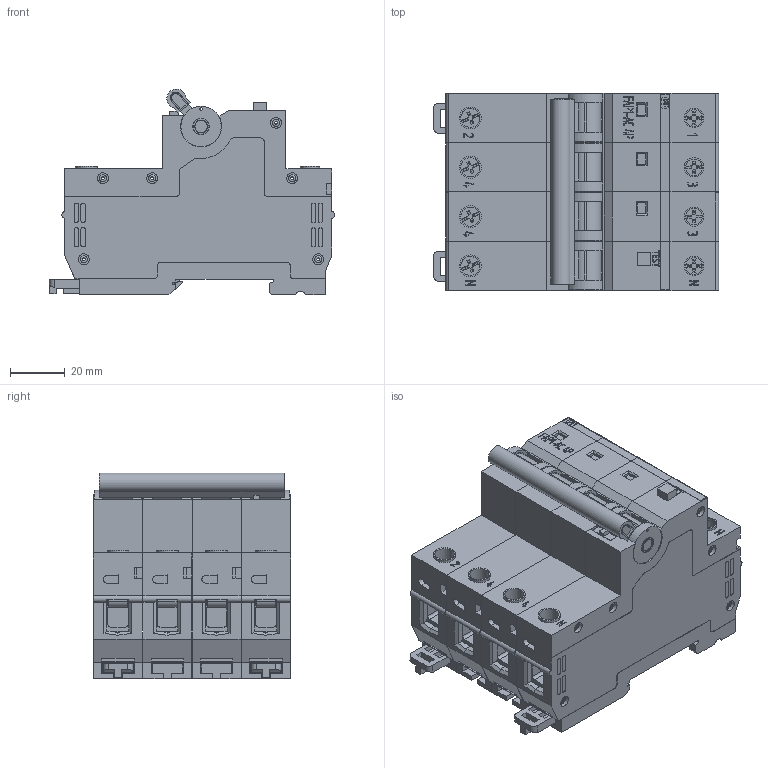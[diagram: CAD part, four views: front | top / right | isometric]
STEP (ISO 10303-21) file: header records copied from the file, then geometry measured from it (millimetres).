
FILE_DESCRIPTION(('STEP AP242'), '1');
FILE_NAME('栖闉罻 FAP1-AC 4P', '', ('UNSPECIFIED'), ('UNSPECIFIED'), 'C3D Converter', 'C3D Toolkit', '');
FILE_SCHEMA(('AP242_MANAGED_MODEL_BASED_3D_ENGINEERING_MIM_LF { 1 0 10303 442 1 1 4 }'));
Length unit declared in the file: millimetre
Assembly tree (56 placements, depth 3):
  (unnamed)
    (unnamed)
      (unnamed)
      (unnamed)  x2
      (unnamed)
      (unnamed)
      (unnamed)
      (unnamed)
      (unnamed)
      (unnamed)  x3
      (unnamed)  x3
      (unnamed)
    (unnamed)
      (unnamed)
      (unnamed)  x2
      (unnamed)
      (unnamed)
      (unnamed)
      (unnamed)
      (unnamed)
      (unnamed)  x5
      (unnamed)  x7
      (unnamed)
    (unnamed)
    (unnamed)
    (unnamed)  x2
      (unnamed)
      (unnamed)
      (unnamed)
      (unnamed)
      (unnamed)
      (unnamed)
      (unnamed)
      (unnamed)
      (unnamed)
Bounding box: 104.14 x 72 x 75.15 mm (x, y, z)
Volume: 354346.3 mm3; surface area: 109973.3 mm2
Topology: 72 solids, 72 shells, 3118 faces, 8135 edges, 5341 vertices
Faces by surface type: plane 1871, cylinder 782, extrusion 353, torus 84, sphere 18, cone 8, bspline 2
Full cylindrical faces by diameter (mm): 1 x38, 1.075 x30, 2 x24, 3.5 x8, 4 x72, 4.5 x8, 5 x4, 6 x12, 7 x20, 8 x4
Entity records: 63998 total; most frequent: CARTESIAN_POINT 12743, ORIENTED_EDGE 10072, DIRECTION 8984, EDGE_CURVE 5036, VECTOR 3740, LINE 3432, VERTEX_POINT 3405, AXIS2_PLACEMENT_3D 2622
